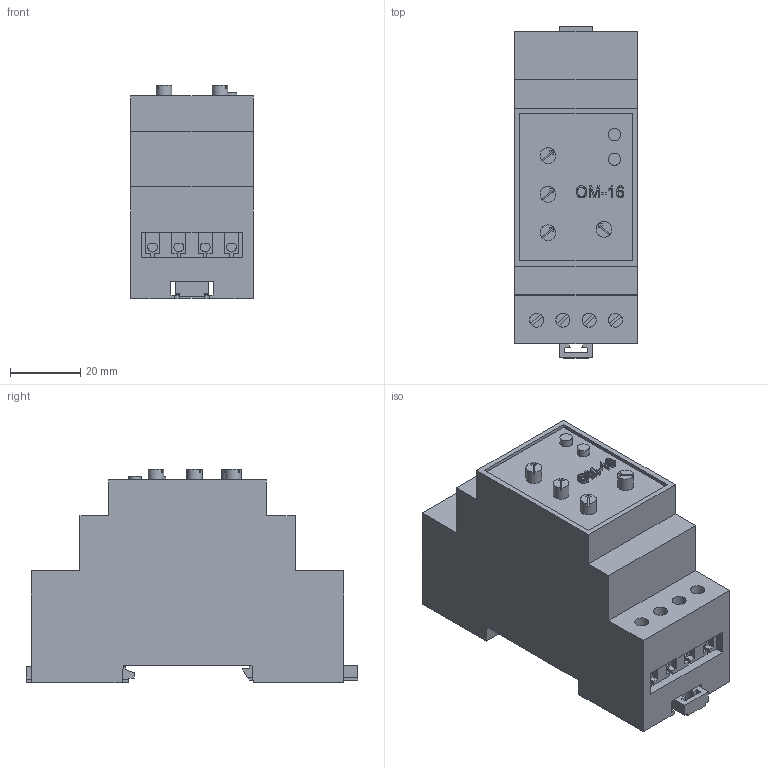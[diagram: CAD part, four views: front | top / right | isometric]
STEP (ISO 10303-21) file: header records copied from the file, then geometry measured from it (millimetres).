
FILE_DESCRIPTION(('STEP AP214'), '1');
FILE_NAME('恟-16', '', ('UNSPECIFIED'), ('UNSPECIFIED'), 'ASCON STEP Converter 1.3', 'ASCON Math Kernel', '');
FILE_SCHEMA(('AUTOMOTIVE_DESIGN { 1 0 10303 214 3 1 1}'));
Length unit declared in the file: millimetre
Bounding box: 35 x 94.7 x 60.79 mm (x, y, z)
Volume: 37941.1 mm3; surface area: 41544.6 mm2
Topology: 2 solids, 7 shells, 537 faces, 1473 edges, 978 vertices
Faces by surface type: plane 332, cylinder 205
Full cylindrical faces by diameter (mm): 3.5 x2, 4 x4, 4.5 x4
Entity records: 21383 total; most frequent: CARTESIAN_POINT 2979, DIRECTION 2977, ORIENTED_EDGE 2926, EDGE_CURVE 1463, LINE 1025, VECTOR 1025, VERTEX_POINT 978, AXIS2_PLACEMENT_3D 976
